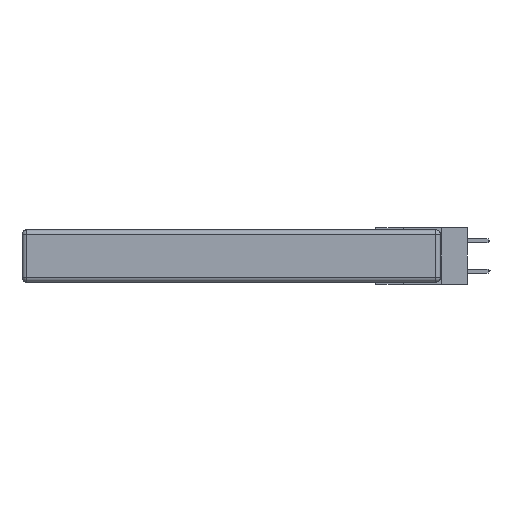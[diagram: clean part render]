
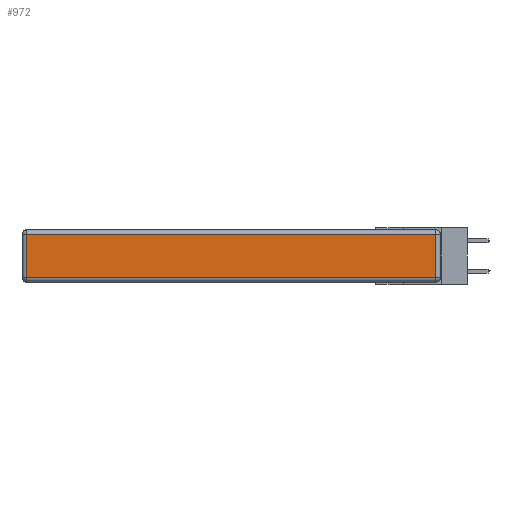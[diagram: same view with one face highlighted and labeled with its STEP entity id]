
A CAD part, left-side view. The second image highlights one B-rep face of the part: STEP entity #972.
In plain terms, the highlighted planar face has unit normal (-1, 0, 0).
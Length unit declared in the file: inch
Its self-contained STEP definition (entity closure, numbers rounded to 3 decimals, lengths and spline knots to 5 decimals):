
#972 = ADVANCED_FACE ( 'NONE', ( #6687 ), #10730, .T. ) ;
#1295 = VERTEX_POINT ( 'NONE', #18556 ) ;
#1815 = CARTESIAN_POINT ( 'NONE',  ( 0., 0., -0.343 ) ) ;
#1975 = LINE ( 'NONE', #15558, #4750 ) ;
#2223 = DIRECTION ( 'NONE',  ( 0., 1., 0. ) ) ;
#2532 = EDGE_LOOP ( 'NONE', ( #8559, #18520, #18222, #16401 ) ) ;
#3874 = VECTOR ( 'NONE', #17492, 39.37008 ) ;
#4553 = AXIS2_PLACEMENT_3D ( 'NONE', #1815, #9174, #12355 ) ;
#4750 = VECTOR ( 'NONE', #6553, 39.37008 ) ;
#5041 = CARTESIAN_POINT ( 'NONE',  ( 0., 0.03, -0.313 ) ) ;
#5249 = CARTESIAN_POINT ( 'NONE',  ( 0., 2.72, -0.313 ) ) ;
#6298 = CARTESIAN_POINT ( 'NONE',  ( 0., 2.72, -0.03 ) ) ;
#6553 = DIRECTION ( 'NONE',  ( 0., 0., -1. ) ) ;
#6687 = FACE_OUTER_BOUND ( 'NONE', #2532, .T. ) ;
#7839 = LINE ( 'NONE', #8418, #3874 ) ;
#8418 = CARTESIAN_POINT ( 'NONE',  ( 0., 0.03, -0.343 ) ) ;
#8559 = ORIENTED_EDGE ( 'NONE', *, *, #8933, .T. ) ;
#8933 = EDGE_CURVE ( 'NONE', #9432, #18863, #17475, .T. ) ;
#8972 = VERTEX_POINT ( 'NONE', #6298 ) ;
#9174 = DIRECTION ( 'NONE',  ( -1., 0., 0. ) ) ;
#9254 = VECTOR ( 'NONE', #13256, 39.37008 ) ;
#9432 = VERTEX_POINT ( 'NONE', #5249 ) ;
#9464 = EDGE_CURVE ( 'NONE', #18863, #1295, #7839, .T. ) ;
#10256 = LINE ( 'NONE', #17130, #18545 ) ;
#10471 = EDGE_CURVE ( 'NONE', #8972, #9432, #1975, .T. ) ;
#10730 = PLANE ( 'NONE',  #4553 ) ;
#12355 = DIRECTION ( 'NONE',  ( 0., 0., 1. ) ) ;
#13256 = DIRECTION ( 'NONE',  ( 0., -1., 0. ) ) ;
#13459 = CARTESIAN_POINT ( 'NONE',  ( 0., 0., -0.313 ) ) ;
#13581 = EDGE_CURVE ( 'NONE', #1295, #8972, #10256, .T. ) ;
#15558 = CARTESIAN_POINT ( 'NONE',  ( 0., 2.72, -0.343 ) ) ;
#16401 = ORIENTED_EDGE ( 'NONE', *, *, #10471, .T. ) ;
#17130 = CARTESIAN_POINT ( 'NONE',  ( 0., 2.75, -0.03 ) ) ;
#17475 = LINE ( 'NONE', #13459, #9254 ) ;
#17492 = DIRECTION ( 'NONE',  ( 0., 0., 1. ) ) ;
#18222 = ORIENTED_EDGE ( 'NONE', *, *, #13581, .T. ) ;
#18520 = ORIENTED_EDGE ( 'NONE', *, *, #9464, .T. ) ;
#18545 = VECTOR ( 'NONE', #2223, 39.37008 ) ;
#18556 = CARTESIAN_POINT ( 'NONE',  ( 0., 0.03, -0.03 ) ) ;
#18863 = VERTEX_POINT ( 'NONE', #5041 ) ;
